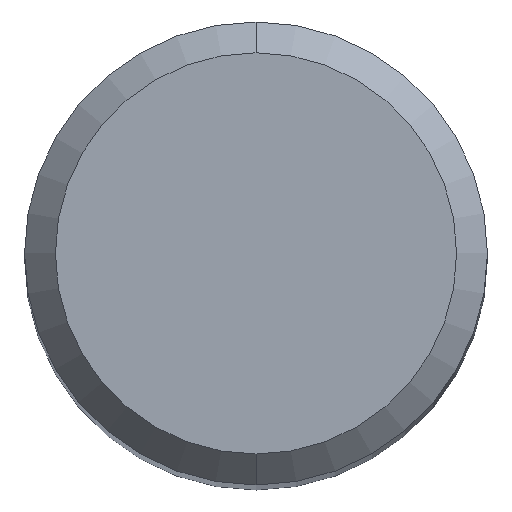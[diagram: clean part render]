
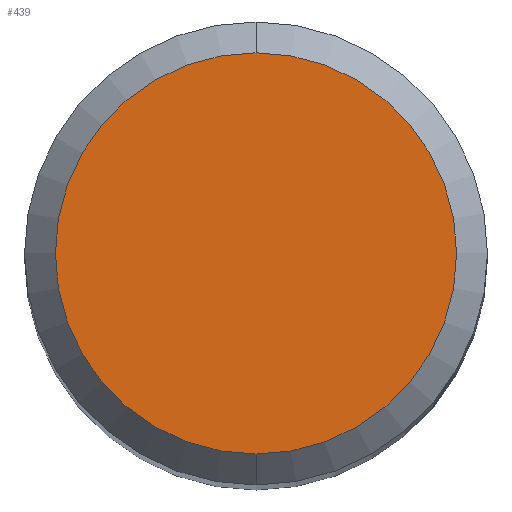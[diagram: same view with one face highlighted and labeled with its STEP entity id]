
A CAD part, top view. The second image highlights one B-rep face of the part: STEP entity #439.
In plain terms, the highlighted planar face has unit normal (0, 0, 1).
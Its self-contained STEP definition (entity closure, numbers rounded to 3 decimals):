
#173=VERTEX_POINT('',#464);
#255=VERTEX_POINT('',#552);
#311=EDGE_CURVE('',#173,#255,#615,.T.);
#349=EDGE_CURVE('',#255,#173,#659,.T.);
#439=ADVANCED_FACE('',(#757),#758,.T.);
#464=CARTESIAN_POINT('',(0.0,2.6,36.654));
#552=CARTESIAN_POINT('',(0.,-2.6,36.654));
#615=CIRCLE('',#1107,2.6);
#659=CIRCLE('',#1198,2.6);
#757=FACE_OUTER_BOUND('',#1402,.T.);
#758=PLANE('',#1403);
#1107=AXIS2_PLACEMENT_3D('',#1563,#1564,#1565);
#1198=AXIS2_PLACEMENT_3D('',#1634,#1635,#1636);
#1402=EDGE_LOOP('',(#1736,#1737));
#1403=AXIS2_PLACEMENT_3D('',#1738,#1739,#1740);
#1563=CARTESIAN_POINT('',(0.0,0.0,36.654));
#1564=DIRECTION('',(0.0,0.0,-1.0));
#1565=DIRECTION('',(0.0,1.0,0.0));
#1634=CARTESIAN_POINT('',(0.0,0.0,36.654));
#1635=DIRECTION('',(0.0,0.0,-1.0));
#1636=DIRECTION('',(0.0,1.0,0.0));
#1736=ORIENTED_EDGE('',*,*,#311,.F.);
#1737=ORIENTED_EDGE('',*,*,#349,.F.);
#1738=CARTESIAN_POINT('',(0.0,1.3,36.654));
#1739=DIRECTION('',(-0.0,0.0,1.0));
#1740=DIRECTION('',(0.0,-1.0,0.0));
